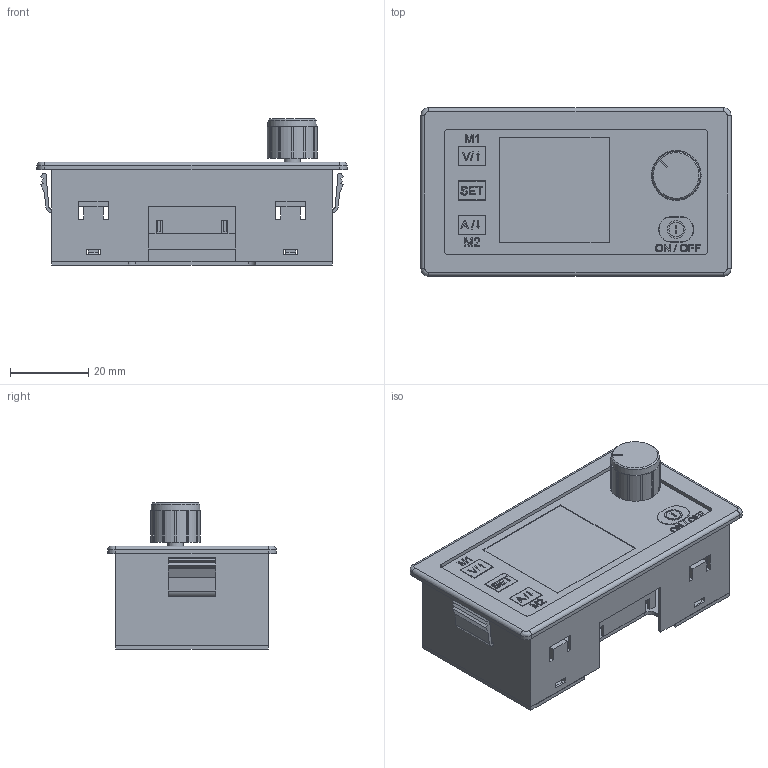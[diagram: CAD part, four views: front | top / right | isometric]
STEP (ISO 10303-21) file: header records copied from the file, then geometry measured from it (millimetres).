
FILE_DESCRIPTION(/* description */ (''),/* implementation_level */ '2;1');
FILE_NAME(/* name */ 'DPS 5015 display v20.step',/* time_stamp */ '2018-01-30T21:21:06+01:00',/* author */ (''),/* organization */ (''),/* preprocessor_version */ 'ST-DEVELOPER v16.13',/* originating_system */ 'Autodesk Translation Framework v6.5.0.72',/* authorisation */ '');
FILE_SCHEMA (('AUTOMOTIVE_DESIGN { 1 0 10303 214 3 1 1 }'));
Length unit declared in the file: millimetre
Products named in the file (7): DPS 5015 display; Component1; Component4; Component5; Component2; Component6; Component3
Assembly tree (7 placements, depth 3):
  DPS 5015 display
    Component1
      Component4
      Component5
    Component2
      Component6  x2
    Component3
Bounding box: 79.1 x 43 x 37.3 mm (x, y, z)
Volume: 18241.3 mm3; surface area: 32381.1 mm2
Topology: 6 solids, 6 shells, 725 faces, 1903 edges, 1254 vertices
Faces by surface type: plane 566, bspline 107, cylinder 49, cone 3
Full cylindrical faces by diameter (mm): 3.7 x1, 4 x1, 4.5 x1
Entity records: 21415 total; most frequent: CARTESIAN_POINT 5347, ORIENTED_EDGE 3482, DIRECTION 2789, EDGE_CURVE 1741, LINE 1415, VECTOR 1415, VERTEX_POINT 1146, EDGE_LOOP 733
